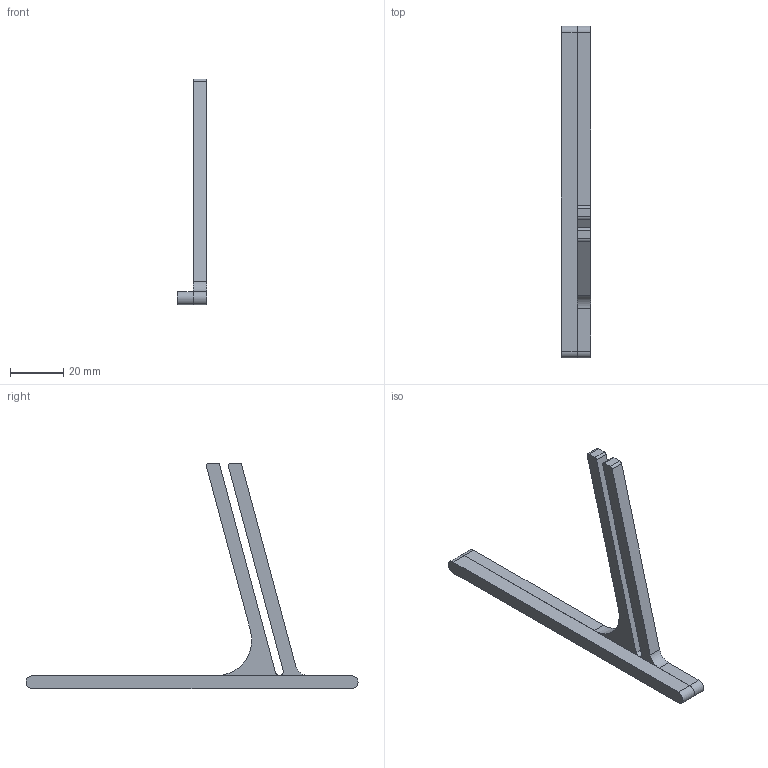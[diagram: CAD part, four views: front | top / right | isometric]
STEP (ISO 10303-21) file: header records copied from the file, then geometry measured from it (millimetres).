
FILE_DESCRIPTION(/* description */ (''),/* implementation_level */ '2;1');
FILE_NAME(/* name */ 'LCA Badge Stand v2.step',/* time_stamp */ '2021-01-23T09:50:34+10:00',/* author */ (''),/* organization */ (''),/* preprocessor_version */ 'ST-DEVELOPER v18.1',/* originating_system */ 'Autodesk Translation Framework v9.7.0.1280',/* authorisation */ '');
FILE_SCHEMA (('AUTOMOTIVE_DESIGN { 1 0 10303 214 3 1 1 }'));
Length unit declared in the file: millimetre
Products named in the file (2): LCA_Badge_Stand; Component1
Assembly tree (1 placements, depth 2):
  LCA_Badge_Stand
    Component1
Bounding box: 11 x 125 x 85 mm (x, y, z)
Volume: 11315.8 mm3; surface area: 8673 mm2
Topology: 2 solids, 2 shells, 26 faces, 66 edges, 44 vertices
Faces by surface type: plane 15, cylinder 11
Entity records: 844 total; most frequent: DIRECTION 146, CARTESIAN_POINT 139, ORIENTED_EDGE 132, EDGE_CURVE 66, AXIS2_PLACEMENT_3D 51, LINE 44, VECTOR 44, VERTEX_POINT 44
